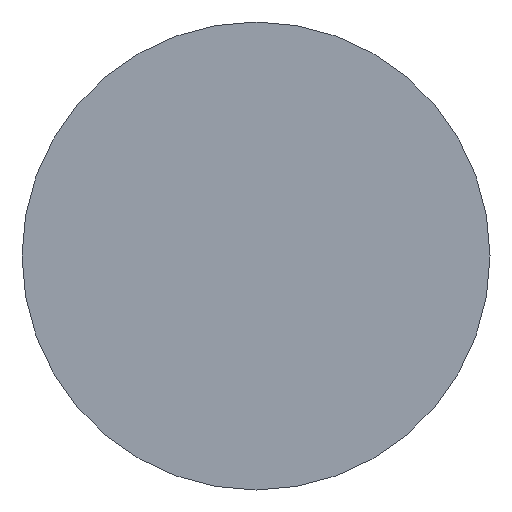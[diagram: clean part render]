
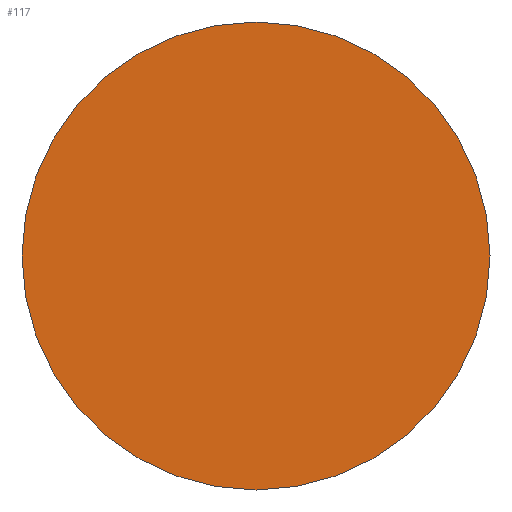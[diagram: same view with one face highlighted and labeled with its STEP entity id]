
A CAD part, front view. The second image highlights one B-rep face of the part: STEP entity #117.
In plain terms, the highlighted planar face has unit normal (0, -1, 0).
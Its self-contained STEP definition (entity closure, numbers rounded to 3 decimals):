
#52=CARTESIAN_POINT('',(0.,0.0,-5.0));
#53=VERTEX_POINT('',#52);
#79=CARTESIAN_POINT('',(0.,0.0,5.0));
#80=VERTEX_POINT('',#79);
#81=CARTESIAN_POINT('',(0.0,0.0,0.0));
#82=DIRECTION('',(0.0,1.0,0.0));
#83=DIRECTION('',(0.0,-0.0,1.0));
#84=AXIS2_PLACEMENT_3D('',#81,#82,#83);
#85=CIRCLE('',#84,5.0);
#86=EDGE_CURVE('',#53,#80,#85,.T.);
#88=CARTESIAN_POINT('',(0.0,0.0,0.0));
#89=DIRECTION('',(0.0,1.0,0.0));
#90=DIRECTION('',(0.0,-0.0,1.0));
#91=AXIS2_PLACEMENT_3D('',#88,#89,#90);
#92=CIRCLE('',#91,5.0);
#93=EDGE_CURVE('',#80,#53,#92,.T.);
#108=CARTESIAN_POINT('',(0.0,0.0,0.0));
#109=DIRECTION('',(0.0,1.0,0.0));
#110=DIRECTION('',(0.0,-0.0,1.0));
#111=AXIS2_PLACEMENT_3D('',#108,#109,#110);
#112=PLANE('',#111);
#113=ORIENTED_EDGE('',*,*,#86,.F.);
#114=ORIENTED_EDGE('',*,*,#93,.F.);
#115=EDGE_LOOP('',(#113,#114));
#116=FACE_BOUND('',#115,.T.);
#117=ADVANCED_FACE('',(#116),#112,.F.);
